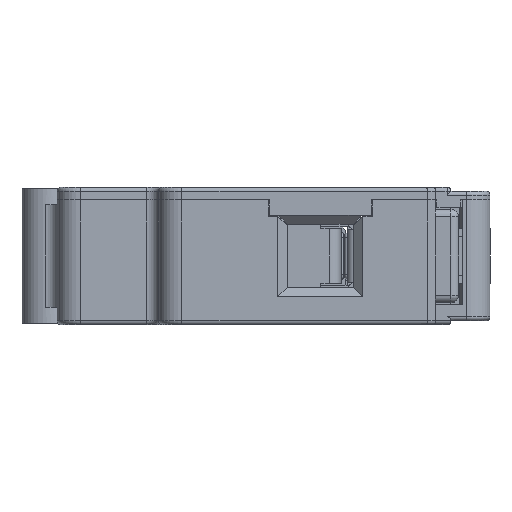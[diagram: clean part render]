
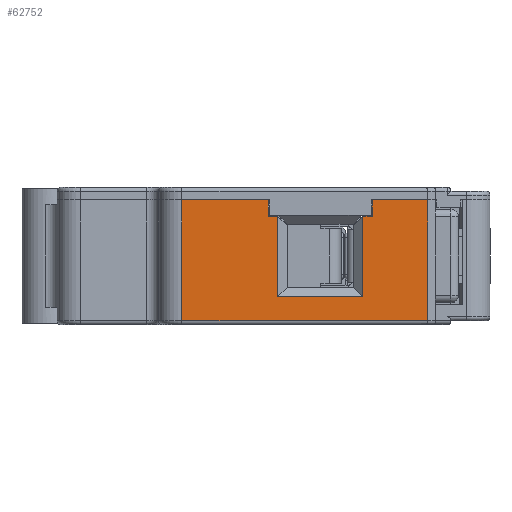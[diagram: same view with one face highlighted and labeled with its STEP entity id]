
A CAD part, left-side view. The second image highlights one B-rep face of the part: STEP entity #62752.
In plain terms, the highlighted planar face has unit normal (-1, 0, 0).
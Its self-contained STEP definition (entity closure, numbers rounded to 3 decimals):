
#1221 = VERTEX_POINT ( 'NONE', #79103 ) ;
#1961 = VECTOR ( 'NONE', #59091, 1000. ) ;
#2133 = CARTESIAN_POINT ( 'NONE',  ( -38.75, -0.55, -4.45 ) ) ;
#2152 = DIRECTION ( 'NONE',  ( 0., -1., 0. ) ) ;
#2451 = VECTOR ( 'NONE', #34864, 1000. ) ;
#2517 = CARTESIAN_POINT ( 'NONE',  ( -38.75, 0.65, 5.9 ) ) ;
#6869 = FACE_OUTER_BOUND ( 'NONE', #38289, .T. ) ;
#7114 = LINE ( 'NONE', #39947, #14043 ) ;
#7447 = LINE ( 'NONE', #62322, #2451 ) ;
#9659 = ORIENTED_EDGE ( 'NONE', *, *, #78005, .F. ) ;
#10222 = ORIENTED_EDGE ( 'NONE', *, *, #55307, .T. ) ;
#10705 = DIRECTION ( 'NONE',  ( 0., 0., 1. ) ) ;
#12640 = EDGE_CURVE ( 'NONE', #15886, #66761, #32967, .T. ) ;
#13760 = AXIS2_PLACEMENT_3D ( 'NONE', #67177, #67624, #73502 ) ;
#13812 = CARTESIAN_POINT ( 'NONE',  ( -38.75, -11.45, 8. ) ) ;
#13958 = VECTOR ( 'NONE', #48136, 1000. ) ;
#14043 = VECTOR ( 'NONE', #40397, 1000. ) ;
#14971 = ORIENTED_EDGE ( 'NONE', *, *, #37521, .F. ) ;
#15184 = LINE ( 'NONE', #49403, #57369 ) ;
#15886 = VERTEX_POINT ( 'NONE', #57980 ) ;
#17322 = LINE ( 'NONE', #18181, #70348 ) ;
#18181 = CARTESIAN_POINT ( 'NONE',  ( -38.75, 11.75, 8. ) ) ;
#18492 = ORIENTED_EDGE ( 'NONE', *, *, #86068, .T. ) ;
#19459 = VERTEX_POINT ( 'NONE', #49547 ) ;
#20690 = CARTESIAN_POINT ( 'NONE',  ( -38.75, -19.75, -8. ) ) ;
#21108 = LINE ( 'NONE', #41797, #1961 ) ;
#21879 = CARTESIAN_POINT ( 'NONE',  ( -38.75, 11.75, -7.5 ) ) ;
#22311 = LINE ( 'NONE', #2517, #26262 ) ;
#22342 = VECTOR ( 'NONE', #79776, 1000. ) ;
#24133 = DIRECTION ( 'NONE',  ( 0., 1., 0. ) ) ;
#24558 = VERTEX_POINT ( 'NONE', #54481 ) ;
#26262 = VECTOR ( 'NONE', #51548, 1000. ) ;
#26687 = EDGE_CURVE ( 'NONE', #45246, #19459, #79115, .T. ) ;
#27497 = EDGE_CURVE ( 'NONE', #63258, #24558, #21108, .T. ) ;
#27524 = VERTEX_POINT ( 'NONE', #75543 ) ;
#28624 = ORIENTED_EDGE ( 'NONE', *, *, #27497, .F. ) ;
#29470 = ORIENTED_EDGE ( 'NONE', *, *, #12640, .F. ) ;
#29750 = CARTESIAN_POINT ( 'NONE',  ( -38.75, -11.45, -4.45 ) ) ;
#32967 = LINE ( 'NONE', #66289, #22342 ) ;
#33416 = PLANE ( 'NONE',  #13760 ) ;
#33480 = ORIENTED_EDGE ( 'NONE', *, *, #54806, .F. ) ;
#33934 = VECTOR ( 'NONE', #24133, 1000. ) ;
#34864 = DIRECTION ( 'NONE',  ( 0., 0., 1. ) ) ;
#34998 = ORIENTED_EDGE ( 'NONE', *, *, #49160, .T. ) ;
#36287 = DIRECTION ( 'NONE',  ( 0., 0., -1. ) ) ;
#37066 = EDGE_CURVE ( 'NONE', #49086, #24558, #7114, .T. ) ;
#37521 = EDGE_CURVE ( 'NONE', #72365, #15886, #7447, .T. ) ;
#38289 = EDGE_LOOP ( 'NONE', ( #10222, #49212, #18492, #29470, #14971, #33480, #34998, #54505, #82392, #9659, #44806, #28624 ) ) ;
#38464 = CARTESIAN_POINT ( 'NONE',  ( -38.75, 27.75, -7.5 ) ) ;
#39947 = CARTESIAN_POINT ( 'NONE',  ( -38.75, 0.65, 5.9 ) ) ;
#40397 = DIRECTION ( 'NONE',  ( 0., 0., 1. ) ) ;
#40861 = VERTEX_POINT ( 'NONE', #21879 ) ;
#41797 = CARTESIAN_POINT ( 'NONE',  ( -38.75, 27.75, 8. ) ) ;
#43958 = EDGE_CURVE ( 'NONE', #40861, #27524, #46123, .T. ) ;
#44806 = ORIENTED_EDGE ( 'NONE', *, *, #37066, .T. ) ;
#45246 = VERTEX_POINT ( 'NONE', #2133 ) ;
#45663 = DIRECTION ( 'NONE',  ( 0., -1., 0. ) ) ;
#46123 = LINE ( 'NONE', #38464, #83569 ) ;
#47142 = CARTESIAN_POINT ( 'NONE',  ( -38.75, 0.65, 5.9 ) ) ;
#48136 = DIRECTION ( 'NONE',  ( 0., 0., 1. ) ) ;
#49086 = VERTEX_POINT ( 'NONE', #47142 ) ;
#49160 = EDGE_CURVE ( 'NONE', #1221, #87140, #55658, .T. ) ;
#49212 = ORIENTED_EDGE ( 'NONE', *, *, #43958, .T. ) ;
#49403 = CARTESIAN_POINT ( 'NONE',  ( -38.75, -10.25, 5.9 ) ) ;
#49490 = CARTESIAN_POINT ( 'NONE',  ( -38.75, -12.65, 5.9 ) ) ;
#49547 = CARTESIAN_POINT ( 'NONE',  ( -38.75, -0.55, 5.9 ) ) ;
#50699 = VECTOR ( 'NONE', #10705, 1000. ) ;
#51548 = DIRECTION ( 'NONE',  ( 0., -1., 0. ) ) ;
#54481 = CARTESIAN_POINT ( 'NONE',  ( -38.75, 0.65, 8. ) ) ;
#54505 = ORIENTED_EDGE ( 'NONE', *, *, #84814, .T. ) ;
#54806 = EDGE_CURVE ( 'NONE', #1221, #72365, #15184, .T. ) ;
#55307 = EDGE_CURVE ( 'NONE', #63258, #40861, #17322, .T. ) ;
#55658 = LINE ( 'NONE', #13812, #62770 ) ;
#57096 = LINE ( 'NONE', #20690, #13958 ) ;
#57369 = VECTOR ( 'NONE', #2152, 1000. ) ;
#57806 = DIRECTION ( 'NONE',  ( 0., 0., -1. ) ) ;
#57980 = CARTESIAN_POINT ( 'NONE',  ( -38.75, -12.65, 8. ) ) ;
#58314 = LINE ( 'NONE', #85774, #33934 ) ;
#59091 = DIRECTION ( 'NONE',  ( 0., -1., 0. ) ) ;
#62322 = CARTESIAN_POINT ( 'NONE',  ( -38.75, -12.65, 5.9 ) ) ;
#62752 = ADVANCED_FACE ( 'NONE', ( #6869 ), #33416, .F. ) ;
#62770 = VECTOR ( 'NONE', #36287, 1000. ) ;
#63258 = VERTEX_POINT ( 'NONE', #83268 ) ;
#66289 = CARTESIAN_POINT ( 'NONE',  ( -38.75, 27.75, 8. ) ) ;
#66761 = VERTEX_POINT ( 'NONE', #70727 ) ;
#67177 = CARTESIAN_POINT ( 'NONE',  ( -38.75, 27.75, 8. ) ) ;
#67624 = DIRECTION ( 'NONE',  ( 1., 0., 0. ) ) ;
#70348 = VECTOR ( 'NONE', #57806, 1000. ) ;
#70727 = CARTESIAN_POINT ( 'NONE',  ( -38.75, -19.75, 8. ) ) ;
#72353 = CARTESIAN_POINT ( 'NONE',  ( -38.75, -0.55, 8. ) ) ;
#72365 = VERTEX_POINT ( 'NONE', #49490 ) ;
#73502 = DIRECTION ( 'NONE',  ( 0., 0., -1. ) ) ;
#75543 = CARTESIAN_POINT ( 'NONE',  ( -38.75, -19.75, -7.5 ) ) ;
#78005 = EDGE_CURVE ( 'NONE', #49086, #19459, #22311, .T. ) ;
#79103 = CARTESIAN_POINT ( 'NONE',  ( -38.75, -11.45, 5.9 ) ) ;
#79115 = LINE ( 'NONE', #72353, #50699 ) ;
#79776 = DIRECTION ( 'NONE',  ( 0., -1., 0. ) ) ;
#82392 = ORIENTED_EDGE ( 'NONE', *, *, #26687, .T. ) ;
#83268 = CARTESIAN_POINT ( 'NONE',  ( -38.75, 11.75, 8. ) ) ;
#83569 = VECTOR ( 'NONE', #45663, 1000. ) ;
#84814 = EDGE_CURVE ( 'NONE', #87140, #45246, #58314, .T. ) ;
#85774 = CARTESIAN_POINT ( 'NONE',  ( -38.75, 27.75, -4.45 ) ) ;
#86068 = EDGE_CURVE ( 'NONE', #27524, #66761, #57096, .T. ) ;
#87140 = VERTEX_POINT ( 'NONE', #29750 ) ;
